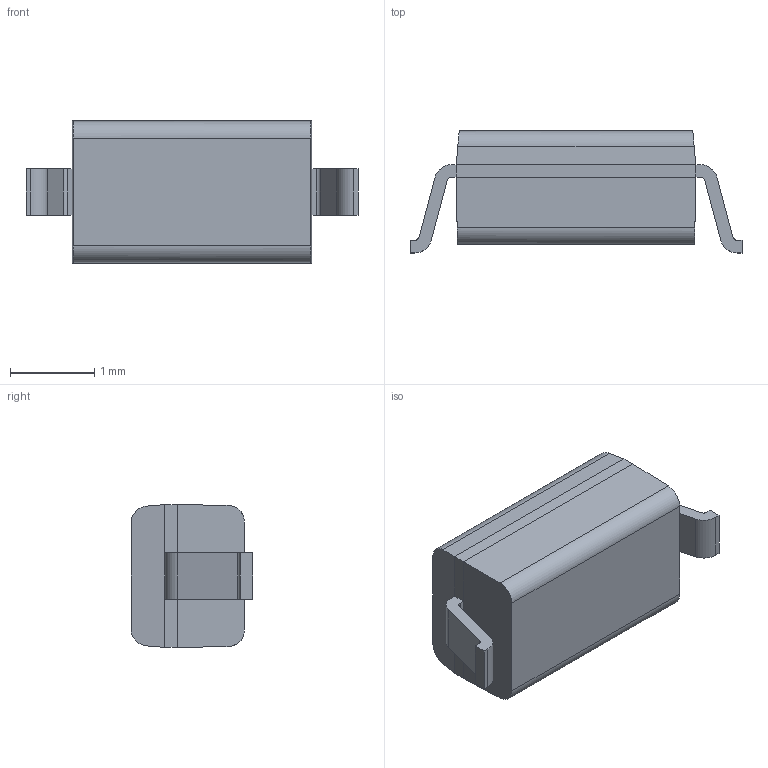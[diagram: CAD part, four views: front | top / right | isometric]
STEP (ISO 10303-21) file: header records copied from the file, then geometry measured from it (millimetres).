
FILE_DESCRIPTION (( 'STEP AP214' ), '1' );
FILE_NAME ('STPS0560Z.STEP', '2022-05-16T06:19:37', ( '' ), ( '' ), 'SwSTEP 2.0', 'SolidWorks 2018', '' );
FILE_SCHEMA (( 'AUTOMOTIVE_DESIGN' ));
Length unit declared in the file: millimetre
Products named in the file (1): STPS0560Z
Bounding box: 3.95 x 1.45 x 1.7 mm (x, y, z)
Volume: 6.5 mm3; surface area: 23.9 mm2
Topology: 1 solids, 1 shells, 46 faces, 116 edges, 72 vertices
Faces by surface type: plane 34, cylinder 12
Entity records: 1888 total; most frequent: CARTESIAN_POINT 259, ORIENTED_EDGE 232, DIRECTION 218, EDGE_CURVE 116, LINE 92, VECTOR 92, VERTEX_POINT 72, AXIS2_PLACEMENT_3D 63
